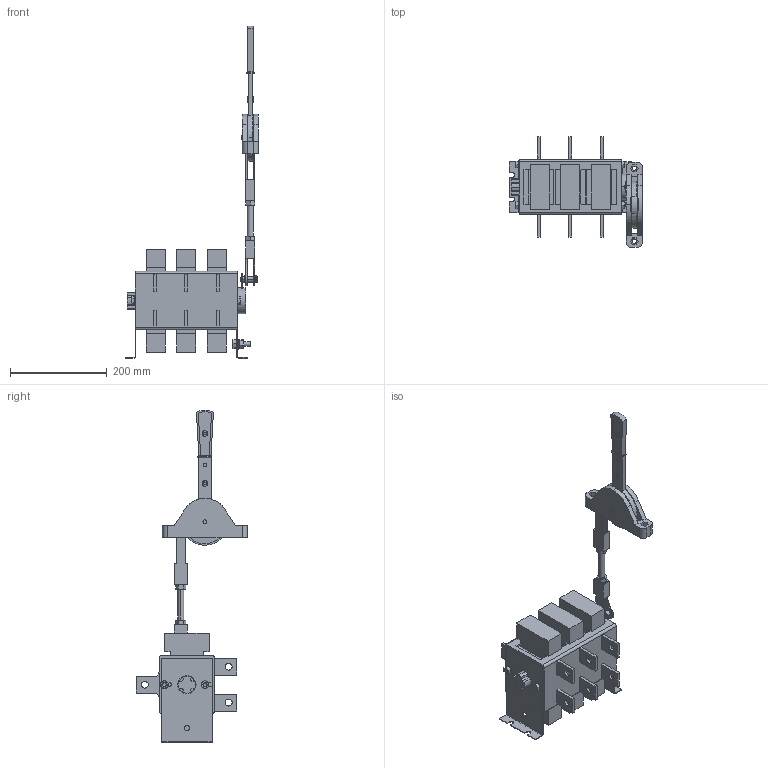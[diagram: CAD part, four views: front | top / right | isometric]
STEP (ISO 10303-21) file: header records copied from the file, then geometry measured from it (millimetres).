
FILE_DESCRIPTION (( 'STEP AP203' ), '1' );
FILE_NAME ('uvr32-39a71240-r.ÃÌ Âûêëþ÷àòåëü-ðàçúåäèíèòåëü ÂÐ32Ó-39À71240-R 630À 2 íàïðàâþ ñ ä-ã êàìåðàìè, ñ ïåðåäíåé ñìåùåííîé ðóêîÿòêîé EKF MAXima.STEP', '2025-01-22T12:04:42', ( '' ), ( '' ), 'SwSTEP 2.0', 'SolidWorks 2021', '' );
FILE_SCHEMA (( 'CONFIG_CONTROL_DESIGN' ));
Length unit declared in the file: millimetre
Products named in the file (1): uvr32-39a71240-r.ÃÌ Âûêëþ÷àòåëü-ðàçúåäèíèòåëü ÂÐ32Ó-39À71240-R 630À 2 íàïðàâþ ñ ä-ã êàìåðàìè, ñ ïåðåäíåé ñìåùåííîé ðóêîÿòêîé EKF MAXima
Bounding box: 276.16 x 229.39 x 686.03 mm (x, y, z)
Volume: 4735091.4 mm3; surface area: 567238.6 mm2
Topology: 29 solids, 30 shells, 922 faces, 2350 edges, 1534 vertices
Faces by surface type: plane 602, cylinder 300, torus 10, sphere 10
Entity records: 27902 total; most frequent: CARTESIAN_POINT 5119, DIRECTION 4697, ORIENTED_EDGE 4684, EDGE_CURVE 2342, LINE 1673, VECTOR 1673, VERTEX_POINT 1534, AXIS2_PLACEMENT_3D 1512
